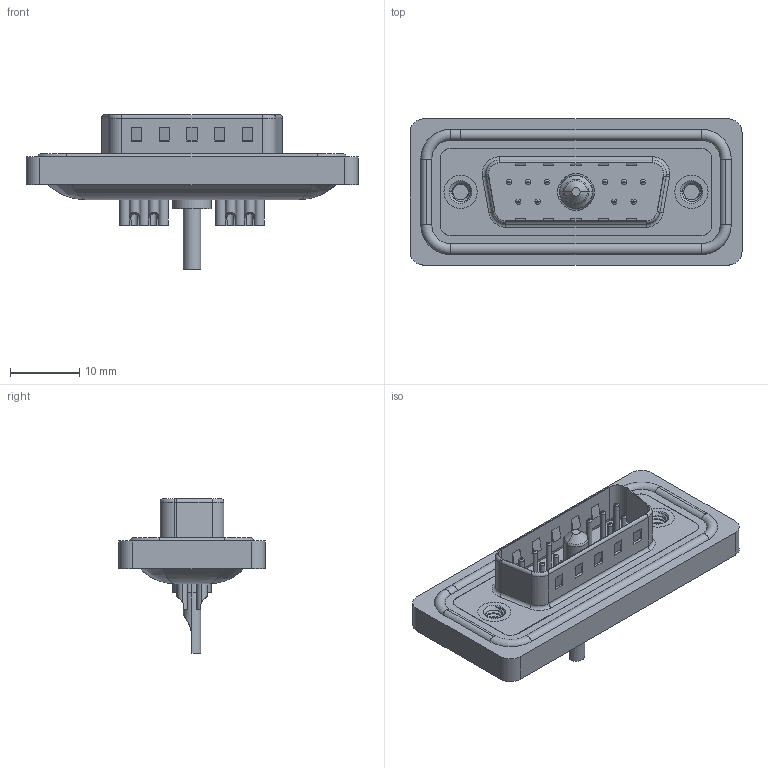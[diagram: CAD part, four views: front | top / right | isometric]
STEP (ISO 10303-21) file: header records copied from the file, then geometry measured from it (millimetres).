
FILE_DESCRIPTION (( 'STEP AP203' ), '1' );
FILE_NAME ('627W11W1122-1N2.STEP', '2020-09-14T19:51:29', ( '' ), ( '' ), 'SwSTEP 2.0', 'SolidWorks 2020', '' );
FILE_SCHEMA (( 'CONFIG_CONTROL_DESIGN' ));
Length unit declared in the file: millimetre
Products named in the file (9): 627Combo Contact Row 1_22; 627Combo Contact Row 2_22; 627W11W1122-1N2; 627Combo Waterproof Housing_15 Contacts; 627Combo Threaded Rivet_2; Power Pin_10A SC; 627Combo Shell Front_15 Contacts; 627Combo Housing_11W1; 627Combo Shell Rear_15 Contacts
Assembly tree (17 placements, depth 2):
  627W11W1122-1N2
    627Combo Housing_11W1
    627Combo Waterproof Housing_15 Contacts
    627Combo Shell Rear_15 Contacts
    627Combo Shell Front_15 Contacts
    627Combo Threaded Rivet_2  x2
    Power Pin_10A SC
    627Combo Contact Row 1_22  x6
    627Combo Contact Row 2_22  x4
Bounding box: 47.9 x 21.1 x 22.3 mm (x, y, z)
Volume: 5460.6 mm3; surface area: 8963.6 mm2
Topology: 19 solids, 22 shells, 874 faces, 2086 edges, 1290 vertices
Faces by surface type: cylinder 370, plane 288, torus 166, cone 39, bspline 11
Entity records: 20921 total; most frequent: CARTESIAN_POINT 5070, DIRECTION 3251, ORIENTED_EDGE 2930, EDGE_CURVE 1465, AXIS2_PLACEMENT_3D 1258, VERTEX_POINT 926, VECTOR 735, LINE 735
